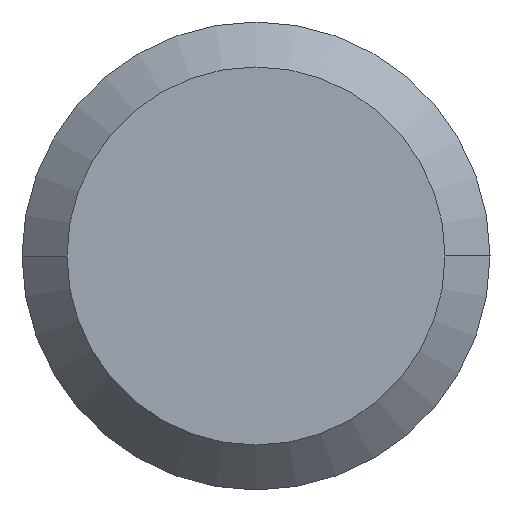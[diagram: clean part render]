
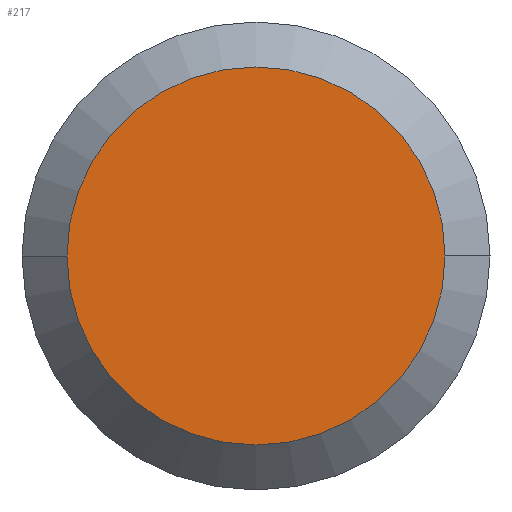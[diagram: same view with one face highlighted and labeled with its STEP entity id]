
A CAD part, left-side view. The second image highlights one B-rep face of the part: STEP entity #217.
In plain terms, the highlighted planar face has unit normal (-1, 0, 0).
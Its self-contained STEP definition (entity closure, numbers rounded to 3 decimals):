
#8 = DIRECTION ( 'NONE',  ( 1., 0., 0. ) ) ;
#52 = CARTESIAN_POINT ( 'NONE',  ( 0., 3.207, 0. ) ) ;
#53 = DIRECTION ( 'NONE',  ( 0., -1., 0. ) ) ;
#55 = EDGE_CURVE ( 'NONE', #258, #323, #261, .T. ) ;
#79 = DIRECTION ( 'NONE',  ( 0., 1., 0. ) ) ;
#83 = EDGE_CURVE ( 'NONE', #323, #258, #393, .T. ) ;
#99 = AXIS2_PLACEMENT_3D ( 'NONE', #374, #343, #53 ) ;
#129 = AXIS2_PLACEMENT_3D ( 'NONE', #390, #8, #211 ) ;
#155 = EDGE_LOOP ( 'NONE', ( #214, #259 ) ) ;
#208 = DIRECTION ( 'NONE',  ( 1., 0., 0. ) ) ;
#211 = DIRECTION ( 'NONE',  ( 0., 1., 0. ) ) ;
#214 = ORIENTED_EDGE ( 'NONE', *, *, #55, .F. ) ;
#217 = ADVANCED_FACE ( 'NONE', ( #236 ), #339, .T. ) ;
#236 = FACE_OUTER_BOUND ( 'NONE', #155, .T. ) ;
#258 = VERTEX_POINT ( 'NONE', #52 ) ;
#259 = ORIENTED_EDGE ( 'NONE', *, *, #83, .F. ) ;
#261 = CIRCLE ( 'NONE', #368, 3.207 ) ;
#323 = VERTEX_POINT ( 'NONE', #345 ) ;
#339 = PLANE ( 'NONE',  #99 ) ;
#343 = DIRECTION ( 'NONE',  ( -1., 0., 0. ) ) ;
#345 = CARTESIAN_POINT ( 'NONE',  ( 0., -3.207, 0. ) ) ;
#368 = AXIS2_PLACEMENT_3D ( 'NONE', #395, #208, #79 ) ;
#374 = CARTESIAN_POINT ( 'NONE',  ( 0., 0., 0. ) ) ;
#390 = CARTESIAN_POINT ( 'NONE',  ( 0., 0., 0. ) ) ;
#393 = CIRCLE ( 'NONE', #129, 3.207 ) ;
#395 = CARTESIAN_POINT ( 'NONE',  ( 0., 0., 0. ) ) ;
